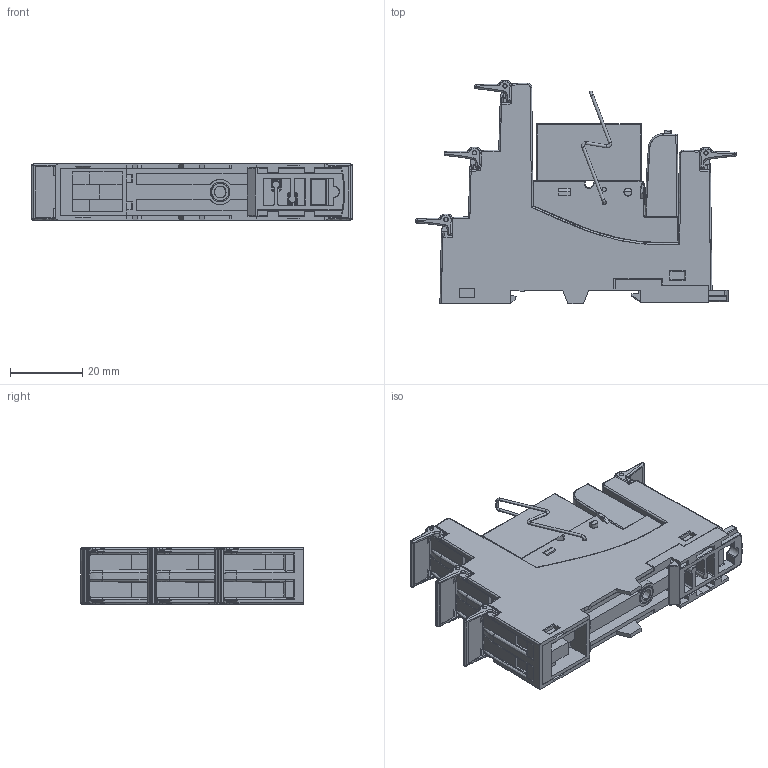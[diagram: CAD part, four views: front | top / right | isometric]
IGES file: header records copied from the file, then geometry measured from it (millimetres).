
Start section: SolidWorks IGES file using analytic representation for surfaces
Global section: file name: PI85T.IGS; native system: SolidWorks 2017; preprocessor: SolidWorks 2017; author: pikusl; date: 170329.132438; units: millimetre
Bounding box: 88.73 x 61.68 x 15.86 mm (x, y, z)
Surface area: 26854.8 mm2 (no closed solid volume)
Topology: 0 solids, 0 shells, 2935 faces, 21207 edges, 21097 vertices
Faces by surface type: bspline 1851, revolution 1084
